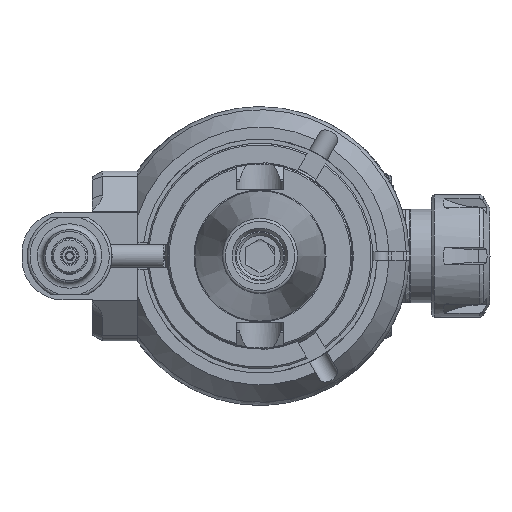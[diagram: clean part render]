
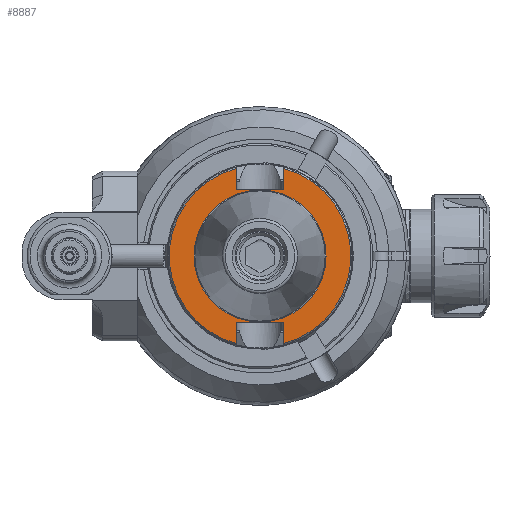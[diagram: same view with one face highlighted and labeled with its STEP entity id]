
A CAD part, left-side view. The second image highlights one B-rep face of the part: STEP entity #8887.
In plain terms, the highlighted planar face has unit normal (-1, 0, 0).
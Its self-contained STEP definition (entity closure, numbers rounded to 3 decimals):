
#280=FACE_BOUND('',#2163,.T.);
#1063=CIRCLE('',#9823,22.525);
#1065=CIRCLE('',#9826,31.);
#1066=CIRCLE('',#9827,31.);
#1571=FACE_OUTER_BOUND('',#2162,.T.);
#2162=EDGE_LOOP('',(#7661,#7662,#7663,#7664,#7665,#7666,#7667,#7668));
#2163=EDGE_LOOP('',(#7669));
#2728=LINE('',#45554,#3289);
#2729=LINE('',#45556,#3290);
#2730=LINE('',#45558,#3291);
#2731=LINE('',#45562,#3292);
#2732=LINE('',#45564,#3293);
#2733=LINE('',#45565,#3294);
#3289=VECTOR('',#12010,7.337);
#3290=VECTOR('',#12011,16.1);
#3291=VECTOR('',#12012,7.337);
#3292=VECTOR('',#12015,7.337);
#3293=VECTOR('',#12016,16.1);
#3294=VECTOR('',#12017,7.337);
#4086=VERTEX_POINT('',#45546);
#4087=VERTEX_POINT('',#45550);
#4088=VERTEX_POINT('',#45551);
#4089=VERTEX_POINT('',#45553);
#4090=VERTEX_POINT('',#45555);
#4091=VERTEX_POINT('',#45557);
#4092=VERTEX_POINT('',#45559);
#4093=VERTEX_POINT('',#45561);
#4094=VERTEX_POINT('',#45563);
#5308=EDGE_CURVE('',#4086,#4086,#1063,.T.);
#5310=EDGE_CURVE('',#4087,#4088,#1065,.T.);
#5311=EDGE_CURVE('',#4089,#4088,#2728,.T.);
#5312=EDGE_CURVE('',#4089,#4090,#2729,.T.);
#5313=EDGE_CURVE('',#4091,#4090,#2730,.T.);
#5314=EDGE_CURVE('',#4091,#4092,#1066,.T.);
#5315=EDGE_CURVE('',#4093,#4092,#2731,.T.);
#5316=EDGE_CURVE('',#4094,#4093,#2732,.T.);
#5317=EDGE_CURVE('',#4087,#4094,#2733,.T.);
#7661=ORIENTED_EDGE('',*,*,#5310,.T.);
#7662=ORIENTED_EDGE('',*,*,#5311,.F.);
#7663=ORIENTED_EDGE('',*,*,#5312,.T.);
#7664=ORIENTED_EDGE('',*,*,#5313,.F.);
#7665=ORIENTED_EDGE('',*,*,#5314,.T.);
#7666=ORIENTED_EDGE('',*,*,#5315,.F.);
#7667=ORIENTED_EDGE('',*,*,#5316,.F.);
#7668=ORIENTED_EDGE('',*,*,#5317,.F.);
#7669=ORIENTED_EDGE('',*,*,#5308,.T.);
#8410=PLANE('',#9825);
#8887=ADVANCED_FACE('',(#1571,#280),#8410,.F.);
#9823=AXIS2_PLACEMENT_3D('',#45547,#12002,#12003);
#9825=AXIS2_PLACEMENT_3D('',#45549,#12006,#12007);
#9826=AXIS2_PLACEMENT_3D('',#45552,#12008,#12009);
#9827=AXIS2_PLACEMENT_3D('',#45560,#12013,#12014);
#12002=DIRECTION('center_axis',(1.,0.,0.));
#12003=DIRECTION('ref_axis',(0.,1.,0.));
#12006=DIRECTION('center_axis',(1.,0.,0.));
#12007=DIRECTION('ref_axis',(0.,-1.,0.));
#12008=DIRECTION('center_axis',(-1.,0.,0.));
#12009=DIRECTION('ref_axis',(0.,-0.26,-0.966));
#12010=DIRECTION('',(0.,0.,1.));
#12011=DIRECTION('',(0.,1.,0.));
#12012=DIRECTION('',(0.,0.,-1.));
#12013=DIRECTION('center_axis',(-1.,0.,0.));
#12014=DIRECTION('ref_axis',(0.,0.26,0.966));
#12015=DIRECTION('',(0.,0.,-1.));
#12016=DIRECTION('',(0.,1.,0.));
#12017=DIRECTION('',(0.,0.,1.));
#45546=CARTESIAN_POINT('',(-84.,22.525,0.));
#45547=CARTESIAN_POINT('Origin',(-84.,0.,0.));
#45549=CARTESIAN_POINT('Origin',(-84.,-22.675,0.));
#45550=CARTESIAN_POINT('',(-84.,-8.05,-29.937));
#45551=CARTESIAN_POINT('',(-84.,-8.05,29.937));
#45552=CARTESIAN_POINT('Origin',(-84.,0.,0.));
#45553=CARTESIAN_POINT('',(-84.,-8.05,22.6));
#45554=CARTESIAN_POINT('',(-84.,-8.05,22.6));
#45555=CARTESIAN_POINT('',(-84.,8.05,22.6));
#45556=CARTESIAN_POINT('',(-84.,-8.05,22.6));
#45557=CARTESIAN_POINT('',(-84.,8.05,29.937));
#45558=CARTESIAN_POINT('',(-84.,8.05,29.937));
#45559=CARTESIAN_POINT('',(-84.,8.05,-29.937));
#45560=CARTESIAN_POINT('Origin',(-84.,0.,0.));
#45561=CARTESIAN_POINT('',(-84.,8.05,-22.6));
#45562=CARTESIAN_POINT('',(-84.,8.05,-22.6));
#45563=CARTESIAN_POINT('',(-84.,-8.05,-22.6));
#45564=CARTESIAN_POINT('',(-84.,-8.05,-22.6));
#45565=CARTESIAN_POINT('',(-84.,-8.05,-29.937));
